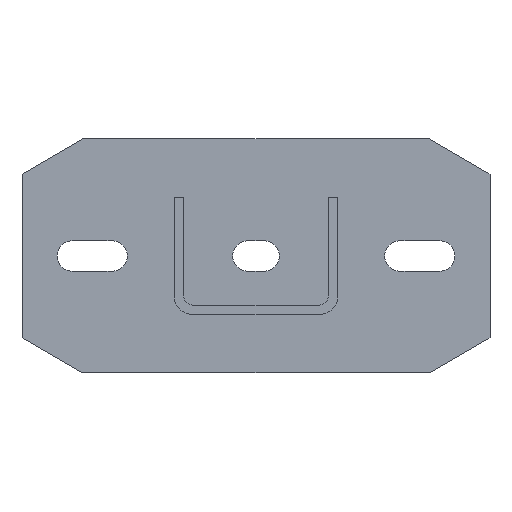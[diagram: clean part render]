
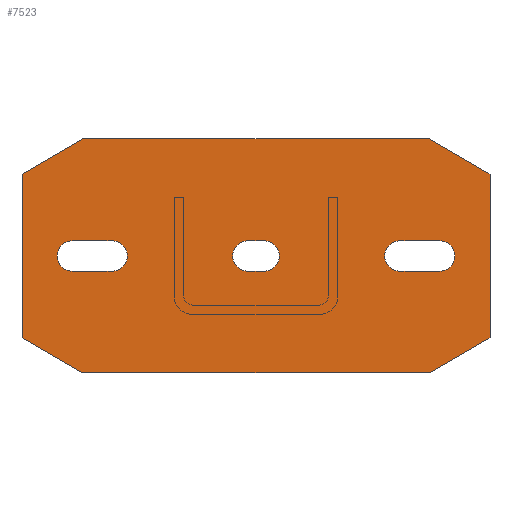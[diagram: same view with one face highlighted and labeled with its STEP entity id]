
A CAD part, front view. The second image highlights one B-rep face of the part: STEP entity #7523.
In plain terms, the highlighted planar face has unit normal (0, -1, 0).
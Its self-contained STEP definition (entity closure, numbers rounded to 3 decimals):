
#2=DIRECTION('',(-0.866,0.,0.5));
#3=VECTOR('',#2,30.);
#4=CARTESIAN_POINT('',(-74.019,0.,-50.));
#5=LINE('',#4,#3);
#6=DIRECTION('',(0.,0.,1.));
#7=VECTOR('',#6,70.);
#8=CARTESIAN_POINT('',(-100.,0.,-35.));
#9=LINE('',#8,#7);
#10=DIRECTION('',(0.866,0.,0.5));
#11=VECTOR('',#10,30.);
#12=CARTESIAN_POINT('',(-100.,0.,35.));
#13=LINE('',#12,#11);
#14=DIRECTION('',(1.,0.,0.));
#15=VECTOR('',#14,148.038);
#16=CARTESIAN_POINT('',(-74.019,0.,50.));
#17=LINE('',#16,#15);
#18=DIRECTION('',(0.866,0.,-0.5));
#19=VECTOR('',#18,30.);
#20=CARTESIAN_POINT('',(74.019,0.,50.));
#21=LINE('',#20,#19);
#22=DIRECTION('',(0.,0.,-1.));
#23=VECTOR('',#22,70.);
#24=CARTESIAN_POINT('',(100.,0.,35.));
#25=LINE('',#24,#23);
#26=DIRECTION('',(-0.866,0.,-0.5));
#27=VECTOR('',#26,30.);
#28=CARTESIAN_POINT('',(100.,0.,-35.));
#29=LINE('',#28,#27);
#30=DIRECTION('',(-1.,0.,0.));
#31=VECTOR('',#30,148.038);
#32=CARTESIAN_POINT('',(74.019,0.,-50.));
#33=LINE('',#32,#31);
#34=CARTESIAN_POINT('',(-78.5,0.,0.));
#35=DIRECTION('',(0.,1.,0.));
#36=DIRECTION('',(0.,0.,-1.));
#37=AXIS2_PLACEMENT_3D('',#34,#35,#36);
#39=DIRECTION('',(-1.,0.,0.));
#40=VECTOR('',#39,17.);
#41=CARTESIAN_POINT('',(-61.5,0.,-6.5));
#42=LINE('',#41,#40);
#43=CARTESIAN_POINT('',(-61.5,0.,0.));
#44=DIRECTION('',(0.,1.,0.));
#45=DIRECTION('',(0.,0.,1.));
#46=AXIS2_PLACEMENT_3D('',#43,#44,#45);
#48=DIRECTION('',(1.,0.,0.));
#49=VECTOR('',#48,17.);
#50=CARTESIAN_POINT('',(-78.5,0.,6.5));
#51=LINE('',#50,#49);
#52=CARTESIAN_POINT('',(78.5,0.,0.));
#53=DIRECTION('',(0.,-1.,0.));
#54=DIRECTION('',(0.,0.,-1.));
#55=AXIS2_PLACEMENT_3D('',#52,#53,#54);
#57=DIRECTION('',(-1.,0.,0.));
#58=VECTOR('',#57,17.);
#59=CARTESIAN_POINT('',(78.5,0.,6.5));
#60=LINE('',#59,#58);
#61=CARTESIAN_POINT('',(61.5,0.,0.));
#62=DIRECTION('',(0.,-1.,0.));
#63=DIRECTION('',(0.,0.,1.));
#64=AXIS2_PLACEMENT_3D('',#61,#62,#63);
#66=DIRECTION('',(1.,0.,0.));
#67=VECTOR('',#66,17.);
#68=CARTESIAN_POINT('',(61.5,0.,-6.5));
#69=LINE('',#68,#67);
#70=CARTESIAN_POINT('',(-3.5,0.,0.));
#71=DIRECTION('',(0.,1.,0.));
#72=DIRECTION('',(0.,0.,-1.));
#73=AXIS2_PLACEMENT_3D('',#70,#71,#72);
#75=DIRECTION('',(-1.,0.,0.));
#76=VECTOR('',#75,7.);
#77=CARTESIAN_POINT('',(3.5,0.,-6.5));
#78=LINE('',#77,#76);
#79=CARTESIAN_POINT('',(3.5,0.,0.));
#80=DIRECTION('',(0.,1.,0.));
#81=DIRECTION('',(0.,0.,1.));
#82=AXIS2_PLACEMENT_3D('',#79,#80,#81);
#84=DIRECTION('',(1.,0.,0.));
#85=VECTOR('',#84,7.);
#86=CARTESIAN_POINT('',(-3.5,0.,6.5));
#87=LINE('',#86,#85);
#5710=CARTESIAN_POINT('',(-74.019,0.,-50.));
#5711=CARTESIAN_POINT('',(-100.,0.,-35.));
#5712=VERTEX_POINT('',#5710);
#5713=VERTEX_POINT('',#5711);
#5714=CARTESIAN_POINT('',(-100.,0.,35.));
#5715=VERTEX_POINT('',#5714);
#5716=CARTESIAN_POINT('',(-74.019,0.,50.));
#5717=VERTEX_POINT('',#5716);
#5718=CARTESIAN_POINT('',(74.019,0.,50.));
#5719=VERTEX_POINT('',#5718);
#5720=CARTESIAN_POINT('',(100.,0.,35.));
#5721=VERTEX_POINT('',#5720);
#5722=CARTESIAN_POINT('',(100.,0.,-35.));
#5723=VERTEX_POINT('',#5722);
#5724=CARTESIAN_POINT('',(74.019,0.,-50.));
#5725=VERTEX_POINT('',#5724);
#5742=CARTESIAN_POINT('',(-78.5,0.,-6.5));
#5743=CARTESIAN_POINT('',(-78.5,0.,6.5));
#5744=VERTEX_POINT('',#5742);
#5745=VERTEX_POINT('',#5743);
#5746=CARTESIAN_POINT('',(-61.5,0.,6.5));
#5747=VERTEX_POINT('',#5746);
#5748=CARTESIAN_POINT('',(-61.5,0.,-6.5));
#5749=VERTEX_POINT('',#5748);
#5758=CARTESIAN_POINT('',(78.5,0.,-6.5));
#5759=CARTESIAN_POINT('',(78.5,0.,6.5));
#5760=VERTEX_POINT('',#5758);
#5761=VERTEX_POINT('',#5759);
#5762=CARTESIAN_POINT('',(61.5,0.,6.5));
#5763=VERTEX_POINT('',#5762);
#5764=CARTESIAN_POINT('',(61.5,0.,-6.5));
#5765=VERTEX_POINT('',#5764);
#5774=CARTESIAN_POINT('',(-3.5,0.,-6.5));
#5775=CARTESIAN_POINT('',(-3.5,0.,6.5));
#5776=VERTEX_POINT('',#5774);
#5777=VERTEX_POINT('',#5775);
#5778=CARTESIAN_POINT('',(3.5,0.,6.5));
#5779=VERTEX_POINT('',#5778);
#5780=CARTESIAN_POINT('',(3.5,0.,-6.5));
#5781=VERTEX_POINT('',#5780);
#7470=CARTESIAN_POINT('',(0.,0.,0.));
#7471=DIRECTION('',(0.,1.,0.));
#7472=DIRECTION('',(1.,0.,0.));
#7473=AXIS2_PLACEMENT_3D('',#7470,#7471,#7472);
#7474=PLANE('',#7473);
#7476=ORIENTED_EDGE('',*,*,#7475,.T.);
#7478=ORIENTED_EDGE('',*,*,#7477,.T.);
#7480=ORIENTED_EDGE('',*,*,#7479,.T.);
#7482=ORIENTED_EDGE('',*,*,#7481,.T.);
#7484=ORIENTED_EDGE('',*,*,#7483,.T.);
#7486=ORIENTED_EDGE('',*,*,#7485,.T.);
#7488=ORIENTED_EDGE('',*,*,#7487,.T.);
#7490=ORIENTED_EDGE('',*,*,#7489,.T.);
#7491=EDGE_LOOP('',(#7476,#7478,#7480,#7482,#7484,#7486,#7488,#7490));
#7492=FACE_OUTER_BOUND('',#7491,.F.);
#7494=ORIENTED_EDGE('',*,*,#7493,.F.);
#7496=ORIENTED_EDGE('',*,*,#7495,.F.);
#7498=ORIENTED_EDGE('',*,*,#7497,.F.);
#7500=ORIENTED_EDGE('',*,*,#7499,.F.);
#7501=EDGE_LOOP('',(#7494,#7496,#7498,#7500));
#7502=FACE_BOUND('',#7501,.F.);
#7504=ORIENTED_EDGE('',*,*,#7503,.T.);
#7506=ORIENTED_EDGE('',*,*,#7505,.T.);
#7508=ORIENTED_EDGE('',*,*,#7507,.T.);
#7510=ORIENTED_EDGE('',*,*,#7509,.T.);
#7511=EDGE_LOOP('',(#7504,#7506,#7508,#7510));
#7512=FACE_BOUND('',#7511,.F.);
#7514=ORIENTED_EDGE('',*,*,#7513,.F.);
#7516=ORIENTED_EDGE('',*,*,#7515,.F.);
#7518=ORIENTED_EDGE('',*,*,#7517,.F.);
#7520=ORIENTED_EDGE('',*,*,#7519,.F.);
#7521=EDGE_LOOP('',(#7514,#7516,#7518,#7520));
#7522=FACE_BOUND('',#7521,.F.);
#7523=ADVANCED_FACE('',(#7492,#7502,#7512,#7522),#7474,.F.);
#38=CIRCLE('',#37,6.5);
#47=CIRCLE('',#46,6.5);
#56=CIRCLE('',#55,6.5);
#65=CIRCLE('',#64,6.5);
#74=CIRCLE('',#73,6.5);
#83=CIRCLE('',#82,6.5);
#7475=EDGE_CURVE('',#5712,#5713,#5,.T.);
#7477=EDGE_CURVE('',#5713,#5715,#9,.T.);
#7479=EDGE_CURVE('',#5715,#5717,#13,.T.);
#7481=EDGE_CURVE('',#5717,#5719,#17,.T.);
#7483=EDGE_CURVE('',#5719,#5721,#21,.T.);
#7485=EDGE_CURVE('',#5721,#5723,#25,.T.);
#7487=EDGE_CURVE('',#5723,#5725,#29,.T.);
#7489=EDGE_CURVE('',#5725,#5712,#33,.T.);
#7493=EDGE_CURVE('',#5744,#5745,#38,.T.);
#7495=EDGE_CURVE('',#5749,#5744,#42,.T.);
#7497=EDGE_CURVE('',#5747,#5749,#47,.T.);
#7499=EDGE_CURVE('',#5745,#5747,#51,.T.);
#7503=EDGE_CURVE('',#5760,#5761,#56,.T.);
#7505=EDGE_CURVE('',#5761,#5763,#60,.T.);
#7507=EDGE_CURVE('',#5763,#5765,#65,.T.);
#7509=EDGE_CURVE('',#5765,#5760,#69,.T.);
#7513=EDGE_CURVE('',#5776,#5777,#74,.T.);
#7515=EDGE_CURVE('',#5781,#5776,#78,.T.);
#7517=EDGE_CURVE('',#5779,#5781,#83,.T.);
#7519=EDGE_CURVE('',#5777,#5779,#87,.T.);
